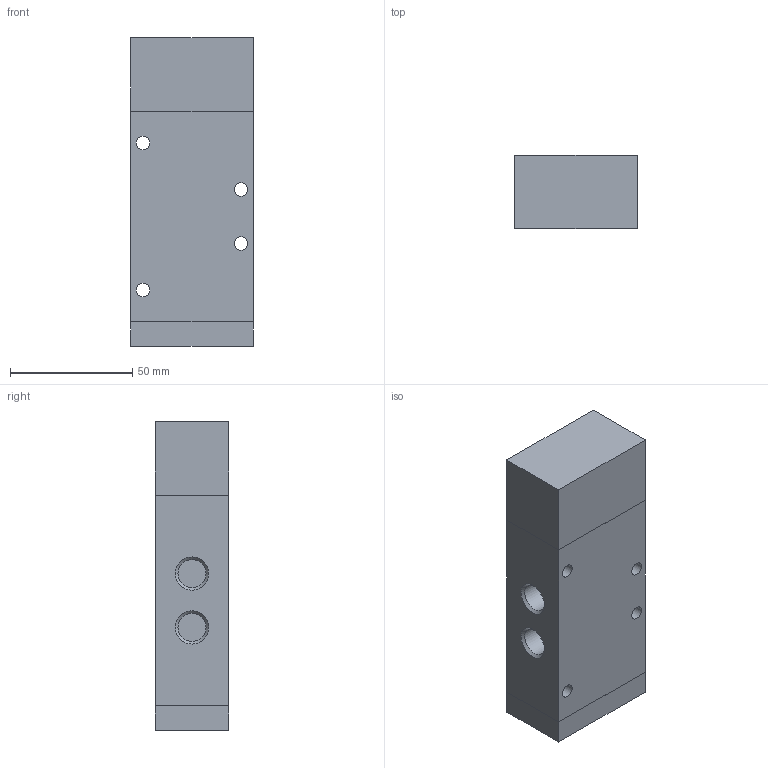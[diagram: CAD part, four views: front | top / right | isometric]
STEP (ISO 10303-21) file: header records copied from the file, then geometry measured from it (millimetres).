
FILE_DESCRIPTION((''),'2;1');
FILE_NAME('224_52_11_1.stp','2006-12-19T09:22:56',('rivolro1'),(''),'Autodesk Inventor 11','Autodesk Inventor 11','');
FILE_SCHEMA(('AUTOMOTIVE_DESIGN { 1 0 10303 214 1 1 1 1 }'));
Length unit declared in the file: millimetre
Products named in the file (1): 224_52_11_1
Bounding box: 50 x 30 x 126 mm (x, y, z)
Volume: 179572.5 mm3; surface area: 27212.5 mm2
Topology: 1 solids, 1 shells, 38 faces, 78 edges, 50 vertices
Faces by surface type: bspline 18, plane 16, cylinder 4
Full cylindrical faces by diameter (mm): 5.5 x4
Entity records: 1115 total; most frequent: CARTESIAN_POINT 373, DIRECTION 130, ORIENTED_EDGE 124, EDGE_LOOP 70, EDGE_CURVE 62, VERTEX_POINT 50, AXIS2_PLACEMENT_3D 47, FACE_OUTER_BOUND 38
